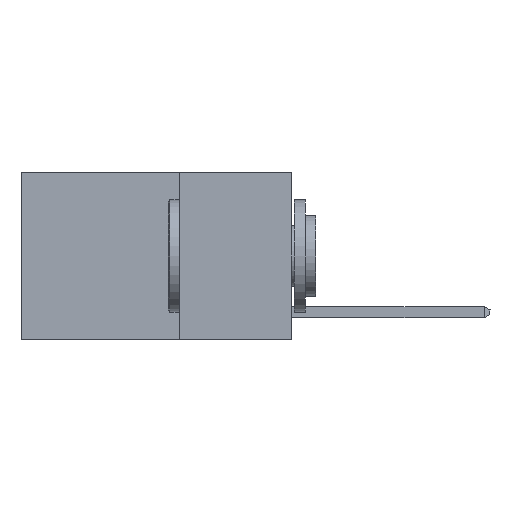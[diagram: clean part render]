
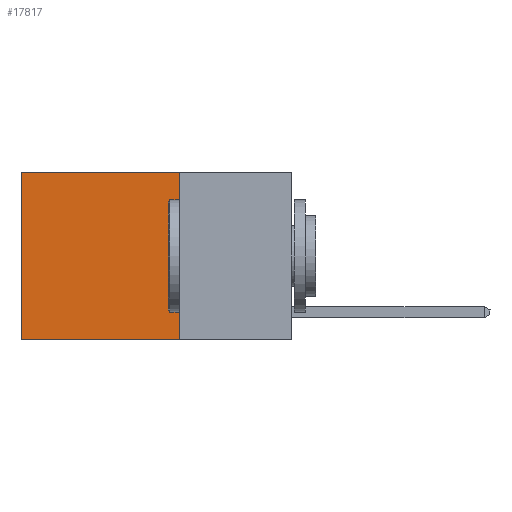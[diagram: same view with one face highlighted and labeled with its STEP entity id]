
A CAD part, left-side view. The second image highlights one B-rep face of the part: STEP entity #17817.
In plain terms, the highlighted planar face has unit normal (-1, 0, 0).
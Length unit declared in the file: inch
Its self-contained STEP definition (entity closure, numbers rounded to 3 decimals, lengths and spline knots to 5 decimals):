
#15 = VECTOR ( 'NONE', #225, 39.37008 ) ;
#225 = DIRECTION ( 'NONE',  ( 0., 0., -1. ) ) ;
#2709 = DIRECTION ( 'NONE',  ( 0., 1., 0. ) ) ;
#2859 = EDGE_CURVE ( 'NONE', #12189, #4990, #14852, .T. ) ;
#3502 = VECTOR ( 'NONE', #17264, 39.37008 ) ;
#4188 = VERTEX_POINT ( 'NONE', #18708 ) ;
#4519 = CARTESIAN_POINT ( 'NONE',  ( 0.2625, 0.25, 0. ) ) ;
#4990 = VERTEX_POINT ( 'NONE', #11723 ) ;
#5317 = CARTESIAN_POINT ( 'NONE',  ( 0.2625, 0.25, -0.37 ) ) ;
#5391 = ORIENTED_EDGE ( 'NONE', *, *, #2859, .T. ) ;
#6191 = DIRECTION ( 'NONE',  ( 0., 1., 0. ) ) ;
#7667 = CARTESIAN_POINT ( 'NONE',  ( 0.2625, 0.25, 0. ) ) ;
#7842 = LINE ( 'NONE', #5317, #16161 ) ;
#8617 = ORIENTED_EDGE ( 'NONE', *, *, #17144, .F. ) ;
#9059 = DIRECTION ( 'NONE',  ( 0., 0., -1. ) ) ;
#9324 = CARTESIAN_POINT ( 'NONE',  ( 0.2625, 0.25, 0. ) ) ;
#9905 = EDGE_LOOP ( 'NONE', ( #5391, #10764, #8617, #19162 ) ) ;
#10303 = FACE_OUTER_BOUND ( 'NONE', #9905, .T. ) ;
#10307 = PLANE ( 'NONE',  #19485 ) ;
#10763 = CARTESIAN_POINT ( 'NONE',  ( 0.2625, 0.6, 0. ) ) ;
#10764 = ORIENTED_EDGE ( 'NONE', *, *, #12504, .F. ) ;
#11723 = CARTESIAN_POINT ( 'NONE',  ( 0.2625, 0.6, -0.37 ) ) ;
#12183 = EDGE_CURVE ( 'NONE', #15982, #12189, #20208, .T. ) ;
#12189 = VERTEX_POINT ( 'NONE', #14091 ) ;
#12504 = EDGE_CURVE ( 'NONE', #4188, #4990, #7842, .T. ) ;
#13493 = DIRECTION ( 'NONE',  ( 1., 0., 0. ) ) ;
#13568 = CARTESIAN_POINT ( 'NONE',  ( 0.2625, 0.25, 0. ) ) ;
#14091 = CARTESIAN_POINT ( 'NONE',  ( 0.2625, 0.6, 0. ) ) ;
#14852 = LINE ( 'NONE', #10763, #3502 ) ;
#15982 = VERTEX_POINT ( 'NONE', #9324 ) ;
#16161 = VECTOR ( 'NONE', #2709, 39.37008 ) ;
#17144 = EDGE_CURVE ( 'NONE', #15982, #4188, #20253, .T. ) ;
#17264 = DIRECTION ( 'NONE',  ( 0., 0., -1. ) ) ;
#17817 = ADVANCED_FACE ( 'NONE', ( #10303 ), #10307, .F. ) ;
#18697 = VECTOR ( 'NONE', #6191, 39.37008 ) ;
#18708 = CARTESIAN_POINT ( 'NONE',  ( 0.2625, 0.25, -0.37 ) ) ;
#19162 = ORIENTED_EDGE ( 'NONE', *, *, #12183, .T. ) ;
#19485 = AXIS2_PLACEMENT_3D ( 'NONE', #13568, #13493, #9059 ) ;
#20208 = LINE ( 'NONE', #7667, #18697 ) ;
#20253 = LINE ( 'NONE', #4519, #15 ) ;
